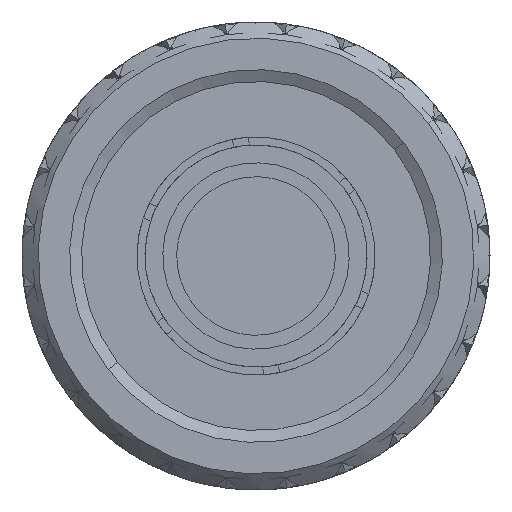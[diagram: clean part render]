
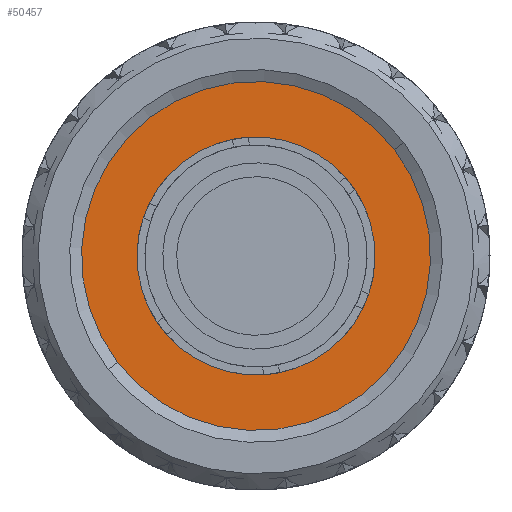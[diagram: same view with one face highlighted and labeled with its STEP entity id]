
A CAD part, left-side view. The second image highlights one B-rep face of the part: STEP entity #50457.
In plain terms, the highlighted planar face has unit normal (-1, 0, 0).
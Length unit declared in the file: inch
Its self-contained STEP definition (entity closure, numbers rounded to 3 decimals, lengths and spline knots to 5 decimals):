
#332 = CIRCLE ( 'NONE', #28558, 0.15 ) ;
#745 = DIRECTION ( 'NONE',  ( 0., 0., -1. ) ) ;
#3824 = CARTESIAN_POINT ( 'NONE',  ( -0.55268, 0., -0.235 ) ) ;
#6916 = AXIS2_PLACEMENT_3D ( 'NONE', #46722, #28189, #33635 ) ;
#9010 = DIRECTION ( 'NONE',  ( 0., 0., 1. ) ) ;
#9070 = DIRECTION ( 'NONE',  ( 0., 0., -1. ) ) ;
#13379 = CARTESIAN_POINT ( 'NONE',  ( -0.55268, 0., 0.235 ) ) ;
#18748 = CARTESIAN_POINT ( 'NONE',  ( -0.55268, 0., 0. ) ) ;
#19231 = AXIS2_PLACEMENT_3D ( 'NONE', #42527, #46786, #9070 ) ;
#20237 = VERTEX_POINT ( 'NONE', #3824 ) ;
#21653 = CIRCLE ( 'NONE', #42048, 0.235 ) ;
#22613 = FACE_BOUND ( 'NONE', #51199, .T. ) ;
#25873 = ORIENTED_EDGE ( 'NONE', *, *, #59754, .F. ) ;
#26581 = ORIENTED_EDGE ( 'NONE', *, *, #56917, .T. ) ;
#28189 = DIRECTION ( 'NONE',  ( -1., 0., 0. ) ) ;
#28558 = AXIS2_PLACEMENT_3D ( 'NONE', #56171, #42452, #745 ) ;
#31193 = VERTEX_POINT ( 'NONE', #13379 ) ;
#31500 = VERTEX_POINT ( 'NONE', #50977 ) ;
#31760 = CARTESIAN_POINT ( 'NONE',  ( -0.55268, 0., 0.235 ) ) ;
#32045 = FACE_OUTER_BOUND ( 'NONE', #39975, .T. ) ;
#33635 = DIRECTION ( 'NONE',  ( 0., 0., 1. ) ) ;
#34178 = ORIENTED_EDGE ( 'NONE', *, *, #52240, .T. ) ;
#35993 = AXIS2_PLACEMENT_3D ( 'NONE', #31760, #36925, #46319 ) ;
#36925 = DIRECTION ( 'NONE',  ( 1., 0., 0. ) ) ;
#38942 = CARTESIAN_POINT ( 'NONE',  ( -0.55268, 0., 0.15 ) ) ;
#39663 = CIRCLE ( 'NONE', #19231, 0.15 ) ;
#39975 = EDGE_LOOP ( 'NONE', ( #26581, #34178 ) ) ;
#40302 = ORIENTED_EDGE ( 'NONE', *, *, #40501, .F. ) ;
#40501 = EDGE_CURVE ( 'NONE', #55284, #31500, #39663, .T. ) ;
#42048 = AXIS2_PLACEMENT_3D ( 'NONE', #18748, #59542, #9010 ) ;
#42452 = DIRECTION ( 'NONE',  ( -1., 0., 0. ) ) ;
#42527 = CARTESIAN_POINT ( 'NONE',  ( -0.55268, 0., 0. ) ) ;
#46022 = PLANE ( 'NONE',  #35993 ) ;
#46319 = DIRECTION ( 'NONE',  ( 0., 0., -1. ) ) ;
#46722 = CARTESIAN_POINT ( 'NONE',  ( -0.55268, 0., 0. ) ) ;
#46786 = DIRECTION ( 'NONE',  ( -1., 0., 0. ) ) ;
#50457 = ADVANCED_FACE ( 'NONE', ( #22613, #32045 ), #46022, .F. ) ;
#50977 = CARTESIAN_POINT ( 'NONE',  ( -0.55268, 0., -0.15 ) ) ;
#51199 = EDGE_LOOP ( 'NONE', ( #25873, #40302 ) ) ;
#52240 = EDGE_CURVE ( 'NONE', #20237, #31193, #59397, .T. ) ;
#55284 = VERTEX_POINT ( 'NONE', #38942 ) ;
#56171 = CARTESIAN_POINT ( 'NONE',  ( -0.55268, 0., 0. ) ) ;
#56917 = EDGE_CURVE ( 'NONE', #31193, #20237, #21653, .T. ) ;
#59397 = CIRCLE ( 'NONE', #6916, 0.235 ) ;
#59542 = DIRECTION ( 'NONE',  ( -1., 0., 0. ) ) ;
#59754 = EDGE_CURVE ( 'NONE', #31500, #55284, #332, .T. ) ;
